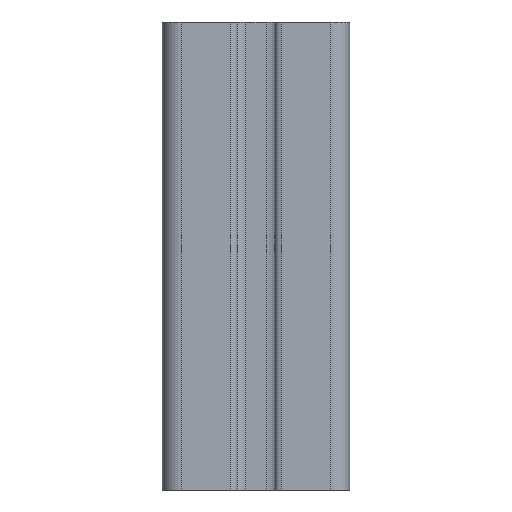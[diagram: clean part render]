
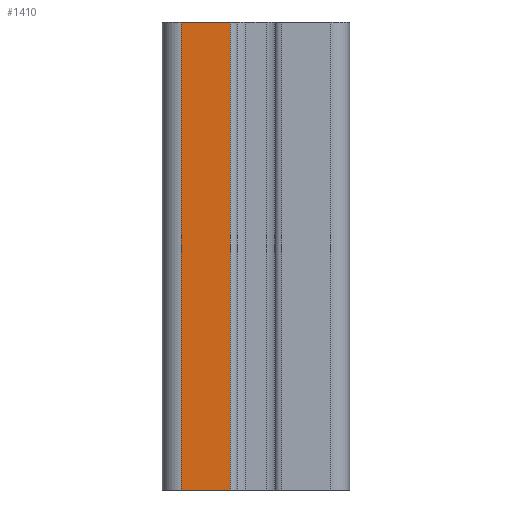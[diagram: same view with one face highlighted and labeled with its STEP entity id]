
A CAD part, front view. The second image highlights one B-rep face of the part: STEP entity #1410.
In plain terms, the highlighted planar face has unit normal (0, -1, 0).
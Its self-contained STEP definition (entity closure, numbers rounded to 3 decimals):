
#77=FACE_OUTER_BOUND('',#153,.T.);
#153=EDGE_LOOP('',(#1056,#1057,#1058,#1059));
#326=LINE('',#2235,#455);
#350=LINE('',#2323,#479);
#351=LINE('',#2327,#480);
#352=LINE('',#2328,#481);
#455=VECTOR('',#1752,10.);
#479=VECTOR('',#1844,1.);
#480=VECTOR('',#1849,1.);
#481=VECTOR('',#1850,1.);
#618=VERTEX_POINT('',#2232);
#619=VERTEX_POINT('',#2234);
#649=VERTEX_POINT('',#2322);
#650=VERTEX_POINT('',#2326);
#764=EDGE_CURVE('',#618,#619,#326,.T.);
#808=EDGE_CURVE('',#649,#619,#350,.T.);
#810=EDGE_CURVE('',#650,#618,#351,.T.);
#811=EDGE_CURVE('',#650,#649,#352,.T.);
#1056=ORIENTED_EDGE('',*,*,#810,.F.);
#1057=ORIENTED_EDGE('',*,*,#811,.T.);
#1058=ORIENTED_EDGE('',*,*,#808,.T.);
#1059=ORIENTED_EDGE('',*,*,#764,.F.);
#1370=PLANE('',#1563);
#1410=ADVANCED_FACE('',(#77),#1370,.T.);
#1563=AXIS2_PLACEMENT_3D('',#2325,#1847,#1848);
#1752=DIRECTION('',(1.,0.,0.));
#1844=DIRECTION('',(0.,0.,1.));
#1847=DIRECTION('center_axis',(0.,-1.,0.));
#1848=DIRECTION('ref_axis',(1.,0.,0.));
#1849=DIRECTION('',(0.,0.,1.));
#1850=DIRECTION('',(1.,0.,0.));
#2232=CARTESIAN_POINT('',(-16.,-20.,100.));
#2234=CARTESIAN_POINT('',(-5.5,-20.,100.));
#2235=CARTESIAN_POINT('',(-16.,-20.,100.));
#2322=CARTESIAN_POINT('',(-5.5,-20.,0.));
#2323=CARTESIAN_POINT('',(-5.5,-20.,0.));
#2325=CARTESIAN_POINT('Origin',(-10.75,-20.,0.));
#2326=CARTESIAN_POINT('',(-16.,-20.,0.));
#2327=CARTESIAN_POINT('',(-16.,-20.,0.));
#2328=CARTESIAN_POINT('',(-16.,-20.,0.));
